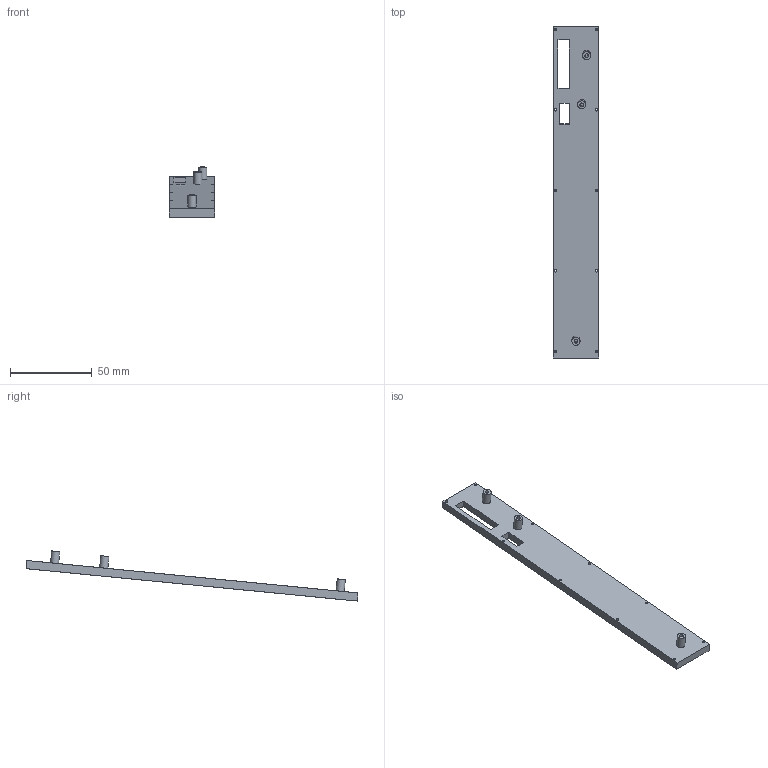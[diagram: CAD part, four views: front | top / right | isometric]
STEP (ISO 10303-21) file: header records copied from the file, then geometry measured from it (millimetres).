
FILE_DESCRIPTION(/* description */ (''),/* implementation_level */ '2;1');
FILE_NAME(/* name */ 'Desk-Switcher-down.step',/* time_stamp */ '2025-12-01T21:05:05+01:00',/* author */ (''),/* organization */ (''),/* preprocessor_version */ 'ST-DEVELOPER v20.1',/* originating_system */ 'Autodesk Translation Framework v14.17.0.0',/* authorisation */ '');
FILE_SCHEMA (('AUTOMOTIVE_DESIGN { 1 0 10303 214 3 1 1 }'));
Length unit declared in the file: millimetre
Products named in the file (2): PreSonus StudioLive_16.0.2; front-left-module
Assembly tree (1 placements, depth 2):
  PreSonus StudioLive_16.0.2
    front-left-module
Bounding box: 28 x 202.52 x 30.62 mm (x, y, z)
Volume: 27217.9 mm3; surface area: 14320.8 mm2
Topology: 1 solids, 1 shells, 44 faces, 100 edges, 64 vertices
Faces by surface type: cylinder 24, plane 20
Full cylindrical faces by diameter (mm): 1.5 x10, 2.208 x1, 2.232 x1, 2.259 x1, 5 x3
Entity records: 1337 total; most frequent: DIRECTION 234, CARTESIAN_POINT 211, ORIENTED_EDGE 200, EDGE_CURVE 100, AXIS2_PLACEMENT_3D 87, EDGE_LOOP 74, VERTEX_POINT 64, LINE 60
